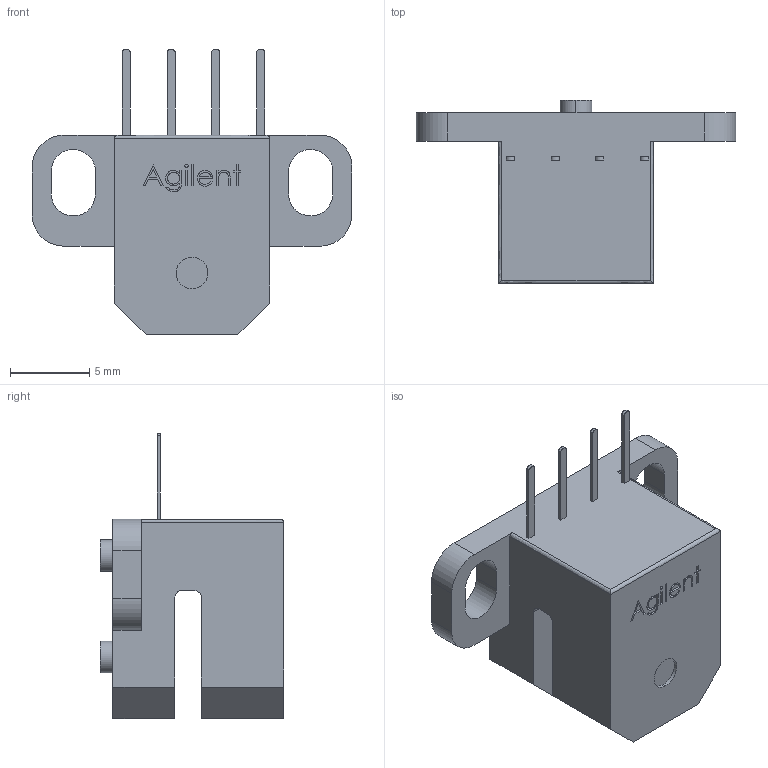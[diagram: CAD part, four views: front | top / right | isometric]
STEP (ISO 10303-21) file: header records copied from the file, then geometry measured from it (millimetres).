
FILE_DESCRIPTION(('FreeCAD Model'),'2;1');
FILE_NAME('Open CASCADE Shape Model','2025-04-25T19:17:02',('FreeCAD'),( 'FreeCAD'),'Open CASCADE STEP processor 7.6','FreeCAD','Unknown');
FILE_SCHEMA(('AUTOMOTIVE_DESIGN { 1 0 10303 214 1 1 1 1 }'));
Length unit declared in the file: millimetre
Products named in the file (1): Open CASCADE STEP translator 7.6 1
Bounding box: 20.17 x 11.58 x 18.01 mm (x, y, z)
Volume: 1251.3 mm3; surface area: 1046.1 mm2
Topology: 1 solids, 1 shells, 160 faces, 418 edges, 278 vertices
Faces by surface type: bspline 160
Entity records: 6201 total; most frequent: CARTESIAN_POINT 3623, ORIENTED_EDGE 836, EDGE_CURVE 418, B_SPLINE_CURVE_WITH_KNOTS 370, VERTEX_POINT 278, FACE_BOUND 182, EDGE_LOOP 182, ADVANCED_FACE 160
